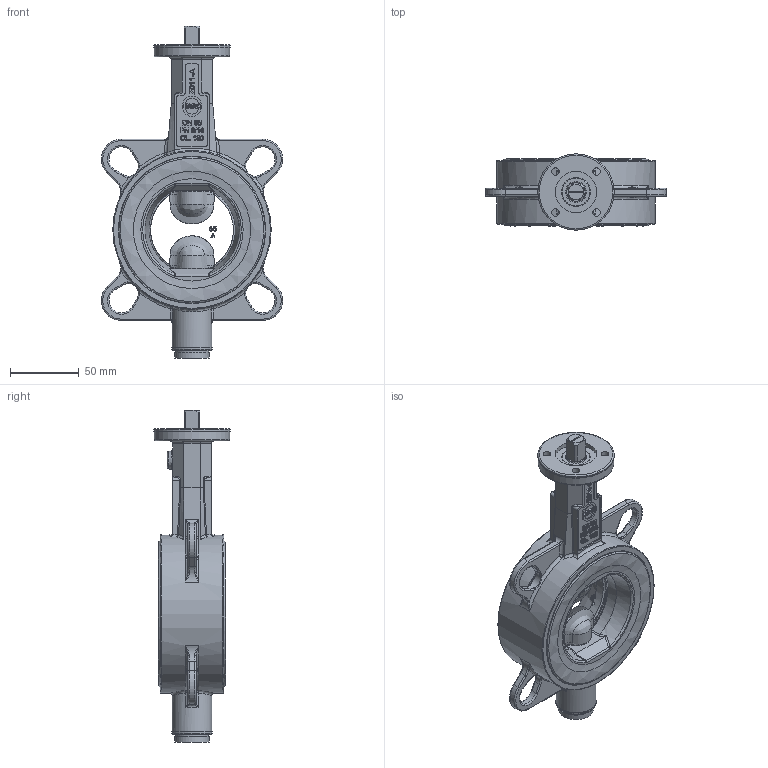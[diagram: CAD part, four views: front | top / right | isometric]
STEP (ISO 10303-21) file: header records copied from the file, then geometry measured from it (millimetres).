
FILE_DESCRIPTION((''),'2;1');
FILE_NAME('Z011-A-AL DN65.stp','2007-09-26T16:05:06',('hellwig'),(''),'Autodesk Inventor 11','Autodesk Inventor 11','');
FILE_SCHEMA(('AUTOMOTIVE_DESIGN { 1 0 10303 214 1 1 1 1 }'));
Length unit declared in the file: millimetre
Products named in the file (1): Bauteil1
Bounding box: 131.48 x 55.4 x 241 mm (x, y, z)
Volume: 464391.5 mm3; surface area: 107620.8 mm2
Topology: 1 solids, 19 shells, 1100 faces, 2781 edges, 1744 vertices
Faces by surface type: bspline 477, plane 337, cylinder 159, torus 82, cone 45
Full cylindrical faces by diameter (mm): 4 x1, 11 x1, 12.2 x3, 14 x8, 14.2 x1, 14.34 x2, 17 x2, 19 x1, 20 x1, 20.95 x1, 24 x1, 25 x1, 29 x1, 29.4 x1, 55 x1, 55.4 x1, 78.3 x2, 99.8 x1, 105.8 x1, 106 x1, 115 x1
Entity records: 57701 total; most frequent: CARTESIAN_POINT 35006, ORIENTED_EDGE 5168, DIRECTION 3611, EDGE_CURVE 2584, VERTEX_POINT 1696, EDGE_LOOP 1314, AXIS2_PLACEMENT_3D 1287, FACE_OUTER_BOUND 1097
